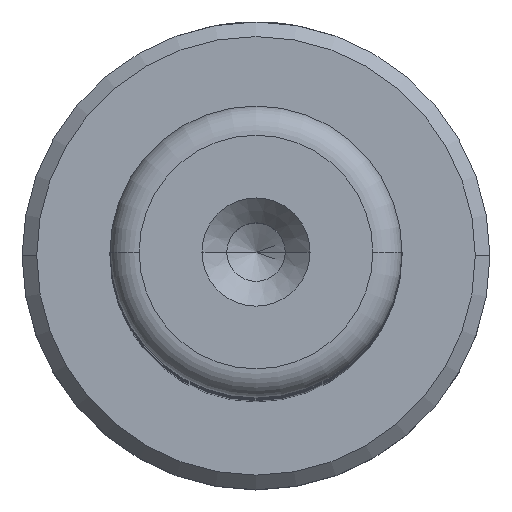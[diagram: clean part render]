
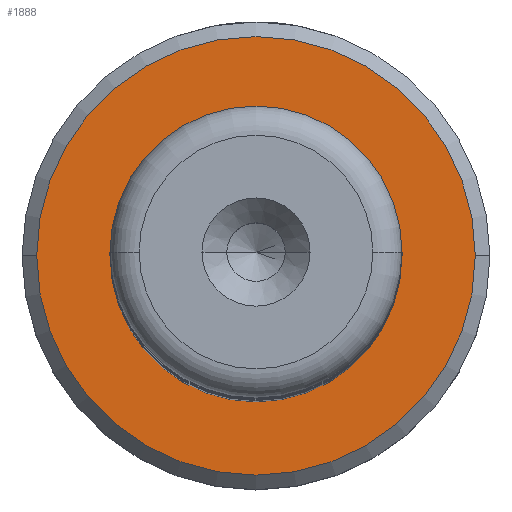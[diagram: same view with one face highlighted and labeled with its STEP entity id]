
A CAD part, top view. The second image highlights one B-rep face of the part: STEP entity #1888.
In plain terms, the highlighted planar face has unit normal (0, 0, 1).
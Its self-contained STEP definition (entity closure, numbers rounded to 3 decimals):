
#127 = DIRECTION ( 'NONE',  ( 0., 0., -1. ) ) ;
#154 = CARTESIAN_POINT ( 'NONE',  ( 0., 0., 13. ) ) ;
#305 = EDGE_LOOP ( 'NONE', ( #654, #1235 ) ) ;
#387 = DIRECTION ( 'NONE',  ( -1., 0., 0. ) ) ;
#427 = ORIENTED_EDGE ( 'NONE', *, *, #951, .T. ) ;
#543 = VERTEX_POINT ( 'NONE', #2569 ) ;
#594 = CARTESIAN_POINT ( 'NONE',  ( 0., 0., 13. ) ) ;
#608 = FACE_BOUND ( 'NONE', #1725, .T. ) ;
#654 = ORIENTED_EDGE ( 'NONE', *, *, #2388, .T. ) ;
#766 = AXIS2_PLACEMENT_3D ( 'NONE', #154, #1764, #387 ) ;
#824 = AXIS2_PLACEMENT_3D ( 'NONE', #1508, #127, #1732 ) ;
#831 = DIRECTION ( 'NONE',  ( 1., 0., 0. ) ) ;
#951 = EDGE_CURVE ( 'NONE', #2099, #543, #2915, .T. ) ;
#956 = CARTESIAN_POINT ( 'NONE',  ( 7.5, 0., 13. ) ) ;
#968 = CIRCLE ( 'NONE', #766, 4.495 ) ;
#983 = PLANE ( 'NONE',  #2554 ) ;
#996 = CARTESIAN_POINT ( 'NONE',  ( 0., 0., 13. ) ) ;
#1216 = DIRECTION ( 'NONE',  ( 1., 0., 0. ) ) ;
#1233 = DIRECTION ( 'NONE',  ( 1., 0., 0. ) ) ;
#1235 = ORIENTED_EDGE ( 'NONE', *, *, #2548, .T. ) ;
#1288 = EDGE_CURVE ( 'NONE', #543, #2099, #968, .T. ) ;
#1503 = CIRCLE ( 'NONE', #2598, 7.5 ) ;
#1508 = CARTESIAN_POINT ( 'NONE',  ( 0., 0., 13. ) ) ;
#1512 = VERTEX_POINT ( 'NONE', #1607 ) ;
#1605 = CIRCLE ( 'NONE', #1610, 7.5 ) ;
#1607 = CARTESIAN_POINT ( 'NONE',  ( -7.5, 0., 13. ) ) ;
#1610 = AXIS2_PLACEMENT_3D ( 'NONE', #594, #2193, #831 ) ;
#1611 = VERTEX_POINT ( 'NONE', #956 ) ;
#1725 = EDGE_LOOP ( 'NONE', ( #427, #2821 ) ) ;
#1732 = DIRECTION ( 'NONE',  ( -1., 0., 0. ) ) ;
#1754 = FACE_OUTER_BOUND ( 'NONE', #305, .T. ) ;
#1764 = DIRECTION ( 'NONE',  ( 0., 0., -1. ) ) ;
#1888 = ADVANCED_FACE ( 'NONE', ( #1754, #608 ), #983, .T. ) ;
#1998 = CARTESIAN_POINT ( 'NONE',  ( 4.495, 0., 13. ) ) ;
#2099 = VERTEX_POINT ( 'NONE', #1998 ) ;
#2193 = DIRECTION ( 'NONE',  ( 0., 0., 1. ) ) ;
#2388 = EDGE_CURVE ( 'NONE', #1512, #1611, #1503, .T. ) ;
#2548 = EDGE_CURVE ( 'NONE', #1611, #1512, #1605, .T. ) ;
#2554 = AXIS2_PLACEMENT_3D ( 'NONE', #2810, #2589, #1216 ) ;
#2569 = CARTESIAN_POINT ( 'NONE',  ( -4.495, 0., 13. ) ) ;
#2589 = DIRECTION ( 'NONE',  ( 0., 0., 1. ) ) ;
#2598 = AXIS2_PLACEMENT_3D ( 'NONE', #996, #2606, #1233 ) ;
#2606 = DIRECTION ( 'NONE',  ( 0., 0., 1. ) ) ;
#2810 = CARTESIAN_POINT ( 'NONE',  ( 0., 0., 13. ) ) ;
#2821 = ORIENTED_EDGE ( 'NONE', *, *, #1288, .T. ) ;
#2915 = CIRCLE ( 'NONE', #824, 4.495 ) ;
